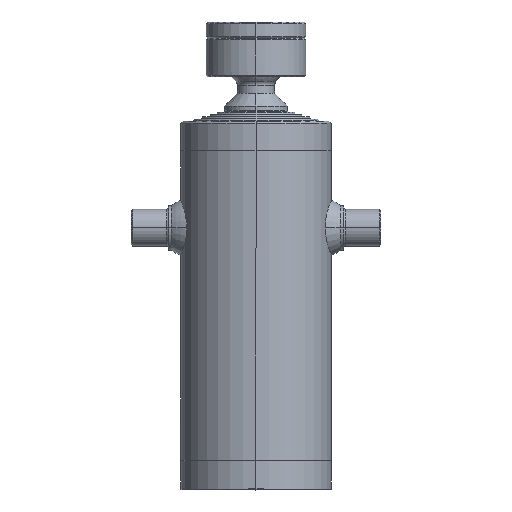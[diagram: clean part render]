
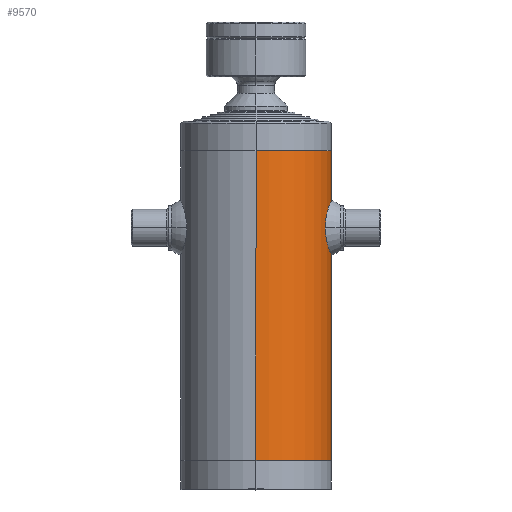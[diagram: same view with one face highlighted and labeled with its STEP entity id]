
A CAD part, top view. The second image highlights one B-rep face of the part: STEP entity #9570.
In plain terms, the highlighted cylindrical face has radius 102 mm (diameter 204 mm), a partial arc.
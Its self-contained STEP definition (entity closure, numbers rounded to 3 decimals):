
#410 = ORIENTED_EDGE ( 'NONE', *, *, #4278, .F. ) ;
#1174 = EDGE_LOOP ( 'NONE', ( #8505, #4689, #3185, #410 ) ) ;
#1572 = VECTOR ( 'NONE', #7993, 1000. ) ;
#1697 = LINE ( 'NONE', #10465, #1572 ) ;
#1840 = LINE ( 'NONE', #4216, #1946 ) ;
#1946 = VECTOR ( 'NONE', #9494, 1000. ) ;
#2140 = DIRECTION ( 'NONE',  ( 0., 0., 1. ) ) ;
#2962 = EDGE_CURVE ( 'NONE', #5114, #7868, #1840, .T. ) ;
#3030 = VERTEX_POINT ( 'NONE', #6396 ) ;
#3040 = EDGE_CURVE ( 'NONE', #3030, #5685, #1697, .T. ) ;
#3125 = CARTESIAN_POINT ( 'NONE',  ( 0., 40., 102. ) ) ;
#3185 = ORIENTED_EDGE ( 'NONE', *, *, #3040, .T. ) ;
#3243 = AXIS2_PLACEMENT_3D ( 'NONE', #7021, #10363, #3715 ) ;
#3647 = CARTESIAN_POINT ( 'NONE',  ( 0., 458., -102. ) ) ;
#3715 = DIRECTION ( 'NONE',  ( 0., 0., 1. ) ) ;
#4163 = AXIS2_PLACEMENT_3D ( 'NONE', #5715, #10585, #5637 ) ;
#4203 = EDGE_CURVE ( 'NONE', #5114, #3030, #9282, .T. ) ;
#4216 = CARTESIAN_POINT ( 'NONE',  ( 0., -17.46, -102. ) ) ;
#4278 = EDGE_CURVE ( 'NONE', #7868, #5685, #8943, .T. ) ;
#4689 = ORIENTED_EDGE ( 'NONE', *, *, #4203, .T. ) ;
#5114 = VERTEX_POINT ( 'NONE', #3647 ) ;
#5451 = DIRECTION ( 'NONE',  ( 0., -1., 0. ) ) ;
#5520 = CARTESIAN_POINT ( 'NONE',  ( 0., -17.46, 0. ) ) ;
#5637 = DIRECTION ( 'NONE',  ( 0., 0., 1. ) ) ;
#5685 = VERTEX_POINT ( 'NONE', #3125 ) ;
#5715 = CARTESIAN_POINT ( 'NONE',  ( 0., 40., 0. ) ) ;
#6396 = CARTESIAN_POINT ( 'NONE',  ( 0., 458., 102. ) ) ;
#7021 = CARTESIAN_POINT ( 'NONE',  ( 0., 458., 0. ) ) ;
#7487 = FACE_OUTER_BOUND ( 'NONE', #1174, .T. ) ;
#7868 = VERTEX_POINT ( 'NONE', #10002 ) ;
#7993 = DIRECTION ( 'NONE',  ( 0., -1., 0. ) ) ;
#8349 = AXIS2_PLACEMENT_3D ( 'NONE', #5520, #5451, #2140 ) ;
#8505 = ORIENTED_EDGE ( 'NONE', *, *, #2962, .F. ) ;
#8943 = CIRCLE ( 'NONE', #4163, 102. ) ;
#9282 = CIRCLE ( 'NONE', #3243, 102. ) ;
#9494 = DIRECTION ( 'NONE',  ( 0., -1., 0. ) ) ;
#9570 = ADVANCED_FACE ( 'NONE', ( #7487 ), #10705, .T. ) ;
#10002 = CARTESIAN_POINT ( 'NONE',  ( 0., 40., -102. ) ) ;
#10363 = DIRECTION ( 'NONE',  ( 0., -1., 0. ) ) ;
#10465 = CARTESIAN_POINT ( 'NONE',  ( 0., -17.46, 102. ) ) ;
#10585 = DIRECTION ( 'NONE',  ( 0., -1., 0. ) ) ;
#10705 = CYLINDRICAL_SURFACE ( 'NONE', #8349, 102. ) ;
